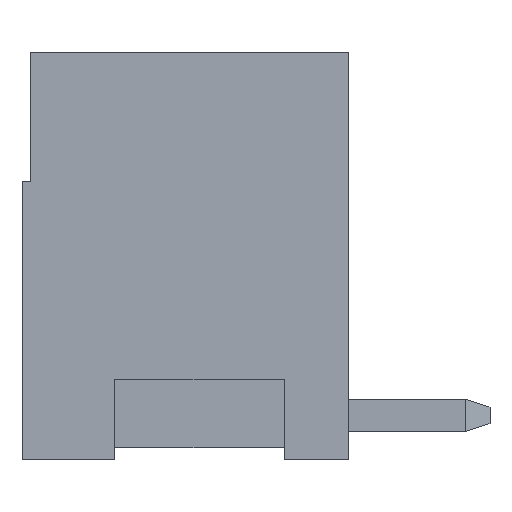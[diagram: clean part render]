
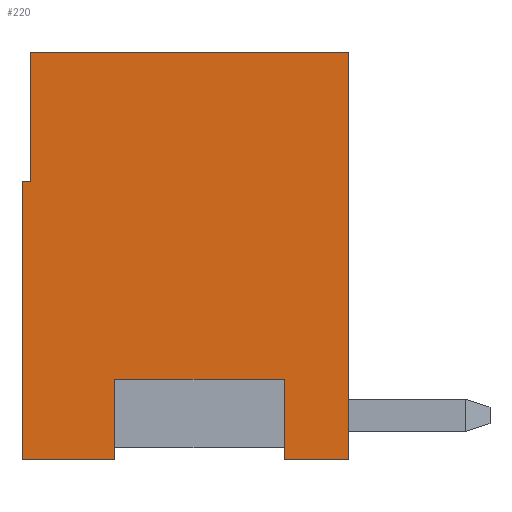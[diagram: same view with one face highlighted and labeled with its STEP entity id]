
A CAD part, left-side view. The second image highlights one B-rep face of the part: STEP entity #220.
In plain terms, the highlighted planar face has unit normal (-1, 0, 0).
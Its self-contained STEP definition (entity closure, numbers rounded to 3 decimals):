
#220=ADVANCED_FACE('',(#588),#589,.T.);
#588=FACE_OUTER_BOUND('',#1110,.T.);
#589=PLANE('',#1111);
#1110=EDGE_LOOP('',(#1705,#1706,#1707,#1708,#1709,#1710,#1711,#1712,#1713,#1714));
#1111=AXIS2_PLACEMENT_3D('',#1715,#1716,#1717);
#1705=ORIENTED_EDGE('',*,*,#3178,.T.);
#1706=ORIENTED_EDGE('',*,*,#3216,.T.);
#1707=ORIENTED_EDGE('',*,*,#3217,.T.);
#1708=ORIENTED_EDGE('',*,*,#3218,.T.);
#1709=ORIENTED_EDGE('',*,*,#3212,.T.);
#1710=ORIENTED_EDGE('',*,*,#3219,.T.);
#1711=ORIENTED_EDGE('',*,*,#3220,.T.);
#1712=ORIENTED_EDGE('',*,*,#3161,.F.);
#1713=ORIENTED_EDGE('',*,*,#3166,.F.);
#1714=ORIENTED_EDGE('',*,*,#3170,.T.);
#1715=CARTESIAN_POINT('',(-3.5,0.0,0.0));
#1716=DIRECTION('',(-1.0,0.0,0.0));
#1717=DIRECTION('',(0.0,0.0,1.0));
#3161=EDGE_CURVE('',#3793,#3795,#3796,.T.);
#3166=EDGE_CURVE('',#3801,#3793,#3803,.T.);
#3170=EDGE_CURVE('',#3801,#3807,#3809,.T.);
#3178=EDGE_CURVE('',#3807,#3820,#3823,.T.);
#3212=EDGE_CURVE('',#3885,#3886,#3887,.T.);
#3216=EDGE_CURVE('',#3820,#3891,#3892,.T.);
#3217=EDGE_CURVE('',#3891,#3893,#3894,.T.);
#3218=EDGE_CURVE('',#3893,#3885,#3895,.T.);
#3219=EDGE_CURVE('',#3886,#3896,#3897,.T.);
#3220=EDGE_CURVE('',#3896,#3795,#3898,.T.);
#3793=VERTEX_POINT('',#4701);
#3795=VERTEX_POINT('',#4704);
#3796=LINE('',#4705,#4706);
#3801=VERTEX_POINT('',#4713);
#3803=LINE('',#4716,#4717);
#3807=VERTEX_POINT('',#4722);
#3809=LINE('',#4725,#4726);
#3820=VERTEX_POINT('',#4741);
#3823=LINE('',#4745,#4746);
#3885=VERTEX_POINT('',#4837);
#3886=VERTEX_POINT('',#4838);
#3887=LINE('',#4839,#4840);
#3891=VERTEX_POINT('',#4846);
#3892=LINE('',#4847,#4848);
#3893=VERTEX_POINT('',#4849);
#3894=LINE('',#4850,#4851);
#3895=LINE('',#4852,#4853);
#3896=VERTEX_POINT('',#4854);
#3897=LINE('',#4855,#4856);
#3898=LINE('',#4857,#4858);
#4701=CARTESIAN_POINT('',(-3.5,3.85,1.85));
#4704=CARTESIAN_POINT('',(-3.5,3.85,5.05));
#4705=CARTESIAN_POINT('',(-3.5,3.85,0.));
#4706=VECTOR('',#6010,1000.0);
#4713=CARTESIAN_POINT('',(-3.5,4.05,1.85));
#4716=CARTESIAN_POINT('',(-3.5,0.0,1.85));
#4717=VECTOR('',#6014,1000.0);
#4722=CARTESIAN_POINT('',(-3.5,4.05,-5.05));
#4725=CARTESIAN_POINT('',(-3.5,4.05,5.05));
#4726=VECTOR('',#6017,1000.0);
#4741=CARTESIAN_POINT('',(-3.5,1.75,-5.05));
#4745=CARTESIAN_POINT('',(-3.5,4.05,-5.05));
#4746=VECTOR('',#6023,1000.0);
#4837=CARTESIAN_POINT('',(-3.5,-2.45,-5.05));
#4838=CARTESIAN_POINT('',(-3.5,-4.05,-5.05));
#4839=CARTESIAN_POINT('',(-3.5,4.05,-5.05));
#4840=VECTOR('',#6053,1000.0);
#4846=CARTESIAN_POINT('',(-3.5,1.75,-3.05));
#4847=CARTESIAN_POINT('',(-3.5,1.75,-5.05));
#4848=VECTOR('',#6056,1000.0);
#4849=CARTESIAN_POINT('',(-3.5,-2.45,-3.05));
#4850=CARTESIAN_POINT('',(-3.5,1.75,-3.05));
#4851=VECTOR('',#6057,1000.0);
#4852=CARTESIAN_POINT('',(-3.5,-2.45,-3.05));
#4853=VECTOR('',#6058,1000.0);
#4854=CARTESIAN_POINT('',(-3.5,-4.05,5.05));
#4855=CARTESIAN_POINT('',(-3.5,-4.05,-5.05));
#4856=VECTOR('',#6059,1000.0);
#4857=CARTESIAN_POINT('',(-3.5,-4.05,5.05));
#4858=VECTOR('',#6060,1000.0);
#6010=DIRECTION('',(0.0,0.,1.0));
#6014=DIRECTION('',(0.0,-1.0,0.0));
#6017=DIRECTION('',(0.0,0.,-1.0));
#6023=DIRECTION('',(0.0,-1.0,0.0));
#6053=DIRECTION('',(0.0,-1.0,0.0));
#6056=DIRECTION('',(0.0,0.,1.0));
#6057=DIRECTION('',(0.0,-1.0,0.0));
#6058=DIRECTION('',(0.0,0.0,-1.0));
#6059=DIRECTION('',(0.0,0.,1.0));
#6060=DIRECTION('',(0.0,1.0,0.0));
